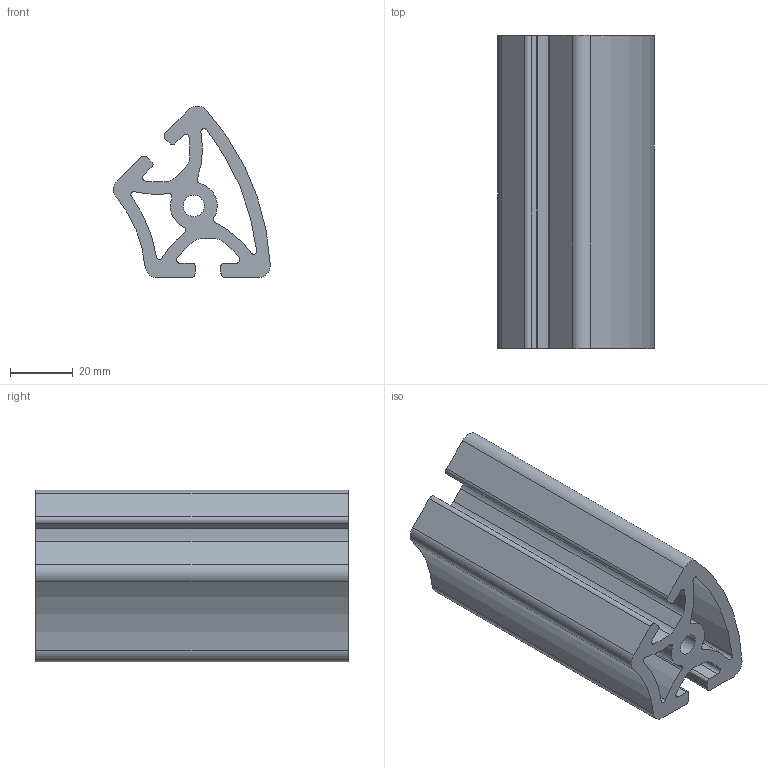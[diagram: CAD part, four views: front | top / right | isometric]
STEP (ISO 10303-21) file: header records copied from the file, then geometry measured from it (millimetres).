
FILE_DESCRIPTION( ( 'Unknown' ), '1' );
FILE_NAME( '7118206', 'Unknown', ( 'Unknown' ), ( 'JUGARD+KÜNSTNER GmbH' ), 'XStep 1.0', 'Unknown', ' ' );
FILE_SCHEMA( ( 'automotive_design' ) );
Length unit declared in the file: millimetre
Products named in the file (1): 1
Bounding box: 50.07 x 100 x 54.84 mm (x, y, z)
Volume: 102538.6 mm3; surface area: 44379.6 mm2
Topology: 1 solids, 1 shells, 59 faces, 171 edges, 114 vertices
Faces by surface type: cylinder 43, plane 16
Full cylindrical faces by diameter (mm): 6.8 x1
Entity records: 2486 total; most frequent: DIRECTION 376, CARTESIAN_POINT 344, ORIENTED_EDGE 340, EDGE_CURVE 170, AXIS2_PLACEMENT_3D 146, VERTEX_POINT 114, CIRCLE 86, LINE 84
